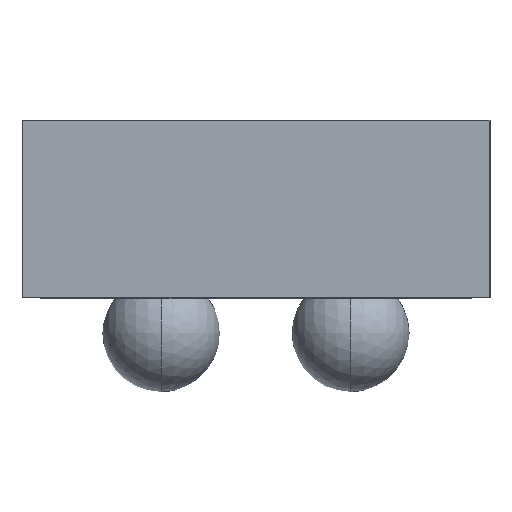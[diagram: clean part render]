
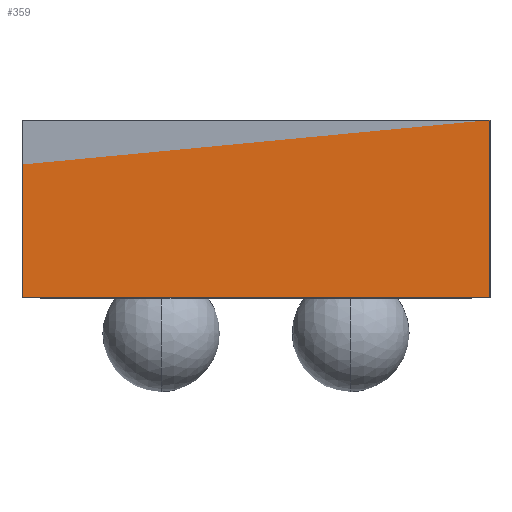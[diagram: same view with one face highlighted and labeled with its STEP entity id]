
A CAD part, front view. The second image highlights one B-rep face of the part: STEP entity #359.
In plain terms, the highlighted planar face has unit normal (0, -1, 0).
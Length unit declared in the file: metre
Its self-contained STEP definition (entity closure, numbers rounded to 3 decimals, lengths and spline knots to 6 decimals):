
#359 = ADVANCED_FACE( '', ( #793 ), #794, .F. );
#793 = FACE_OUTER_BOUND( '', #1391, .T. );
#794 = PLANE( '', #1392 );
#1391 = EDGE_LOOP( '', ( #2715, #2716, #2717, #2718 ) );
#1392 = AXIS2_PLACEMENT_3D( '', #2719, #2720, #2721 );
#2715 = ORIENTED_EDGE( '', *, *, #3625, .F. );
#2716 = ORIENTED_EDGE( '', *, *, #3599, .T. );
#2717 = ORIENTED_EDGE( '', *, *, #3846, .T. );
#2718 = ORIENTED_EDGE( '', *, *, #3247, .F. );
#2719 = CARTESIAN_POINT( '', ( 0.000499, -0.00075, 0.00016 ) );
#2720 = DIRECTION( '', ( 0., 1., 0. ) );
#2721 = DIRECTION( '', ( 1., 0., 0. ) );
#3247 = EDGE_CURVE( '', #4137, #4138, #4139, .T. );
#3599 = EDGE_CURVE( '', #4770, #4767, #4771, .F. );
#3625 = EDGE_CURVE( '', #4770, #4137, #4811, .F. );
#3846 = EDGE_CURVE( '', #4767, #4138, #5223, .F. );
#4137 = VERTEX_POINT( '', #5761 );
#4138 = VERTEX_POINT( '', #5762 );
#4139 = B_SPLINE_CURVE_WITH_KNOTS( '', 1, ( #5763, #5764 ), .UNSPECIFIED., .F., .F., ( 2, 2 ), ( 0., 1. ), .UNSPECIFIED. );
#4767 = VERTEX_POINT( '', #7074 );
#4770 = VERTEX_POINT( '', #7078 );
#4771 = B_SPLINE_CURVE_WITH_KNOTS( '', 1, ( #7079, #7080 ), .UNSPECIFIED., .F., .F., ( 2, 2 ), ( 0., 1. ), .UNSPECIFIED. );
#4811 = B_SPLINE_CURVE_WITH_KNOTS( '', 1, ( #7188, #7189 ), .UNSPECIFIED., .F., .F., ( 2, 2 ), ( 0., 0.999999 ), .UNSPECIFIED. );
#5223 = B_SPLINE_CURVE_WITH_KNOTS( '', 1, ( #8059, #8060 ), .UNSPECIFIED., .F., .F., ( 2, 2 ), ( 0., 0.999999 ), .UNSPECIFIED. );
#5761 = CARTESIAN_POINT( '', ( -0.000501, -0.00075, 0.00054 ) );
#5762 = CARTESIAN_POINT( '', ( 0.000499, -0.00075, 0.00054 ) );
#5763 = CARTESIAN_POINT( '', ( -0.000501, -0.00075, 0.00054 ) );
#5764 = CARTESIAN_POINT( '', ( 0.000499, -0.00075, 0.00054 ) );
#7074 = CARTESIAN_POINT( '', ( 0.000499, -0.00075, 0.00016 ) );
#7078 = CARTESIAN_POINT( '', ( -0.000501, -0.00075, 0.00016 ) );
#7079 = CARTESIAN_POINT( '', ( 0.000499, -0.00075, 0.00016 ) );
#7080 = CARTESIAN_POINT( '', ( -0.000501, -0.00075, 0.00016 ) );
#7188 = CARTESIAN_POINT( '', ( -0.000501, -0.00075, 0.00054 ) );
#7189 = CARTESIAN_POINT( '', ( -0.000501, -0.00075, 0.00016 ) );
#8059 = CARTESIAN_POINT( '', ( 0.000499, -0.00075, 0.00054 ) );
#8060 = CARTESIAN_POINT( '', ( 0.000499, -0.00075, 0.00016 ) );
